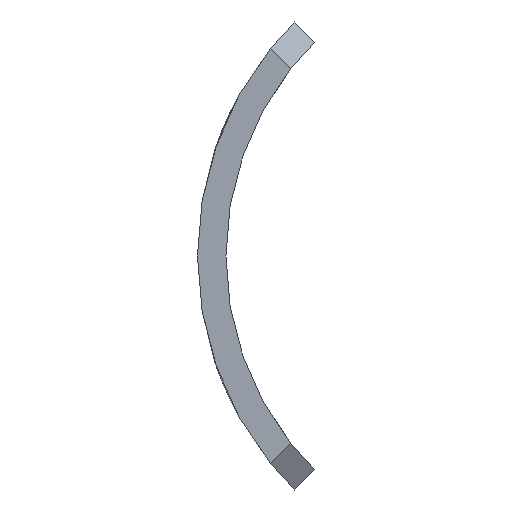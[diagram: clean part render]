
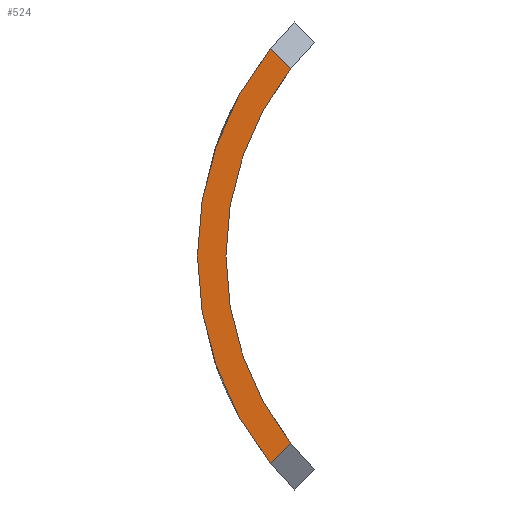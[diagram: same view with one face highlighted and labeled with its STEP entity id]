
A CAD part, left-side view. The second image highlights one B-rep face of the part: STEP entity #524.
In plain terms, the highlighted planar face has unit normal (-1, 0, 0).
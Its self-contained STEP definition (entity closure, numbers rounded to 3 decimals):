
#5 = CARTESIAN_POINT ( 'NONE',  ( 0., 0., 0. ) ) ;
#14 = DIRECTION ( 'NONE',  ( 0., 0., -1. ) ) ;
#18 = CARTESIAN_POINT ( 'NONE',  ( 0., 0., 0. ) ) ;
#32 = AXIS2_PLACEMENT_3D ( 'NONE', #18, #95, #209 ) ;
#42 = ORIENTED_EDGE ( 'NONE', *, *, #246, .T. ) ;
#51 = VECTOR ( 'NONE', #413, 1000. ) ;
#66 = ORIENTED_EDGE ( 'NONE', *, *, #188, .T. ) ;
#76 = CARTESIAN_POINT ( 'NONE',  ( 0., 18.068, 14.553 ) ) ;
#81 = EDGE_LOOP ( 'NONE', ( #149, #517, #42, #66 ) ) ;
#88 = EDGE_CURVE ( 'NONE', #157, #201, #301, .T. ) ;
#91 = AXIS2_PLACEMENT_3D ( 'NONE', #5, #674, #14 ) ;
#95 = DIRECTION ( 'NONE',  ( 1., 0., 0. ) ) ;
#103 = CARTESIAN_POINT ( 'NONE',  ( 0., 16.646, 13.129 ) ) ;
#132 = CIRCLE ( 'NONE', #32, 23.2 ) ;
#137 = CARTESIAN_POINT ( 'NONE',  ( 0., 0., 0. ) ) ;
#149 = ORIENTED_EDGE ( 'NONE', *, *, #568, .F. ) ;
#157 = VERTEX_POINT ( 'NONE', #304 ) ;
#188 = EDGE_CURVE ( 'NONE', #367, #593, #417, .T. ) ;
#201 = VERTEX_POINT ( 'NONE', #250 ) ;
#209 = DIRECTION ( 'NONE',  ( 0., 0., -1. ) ) ;
#212 = VECTOR ( 'NONE', #263, 1000. ) ;
#245 = CARTESIAN_POINT ( 'NONE',  ( 0., 18.164, 14.648 ) ) ;
#246 = EDGE_CURVE ( 'NONE', #201, #367, #305, .T. ) ;
#250 = CARTESIAN_POINT ( 'NONE',  ( 0., 16.646, -13.129 ) ) ;
#263 = DIRECTION ( 'NONE',  ( 0., 0.707, 0.708 ) ) ;
#300 = DIRECTION ( 'NONE',  ( 1., 0., 0. ) ) ;
#301 = LINE ( 'NONE', #525, #51 ) ;
#304 = CARTESIAN_POINT ( 'NONE',  ( 0., 18.068, -14.553 ) ) ;
#305 = CIRCLE ( 'NONE', #708, 21.2 ) ;
#367 = VERTEX_POINT ( 'NONE', #103 ) ;
#413 = DIRECTION ( 'NONE',  ( 0., -0.707, 0.708 ) ) ;
#417 = LINE ( 'NONE', #245, #212 ) ;
#517 = ORIENTED_EDGE ( 'NONE', *, *, #88, .T. ) ;
#524 = ADVANCED_FACE ( 'NONE', ( #555 ), #565, .F. ) ;
#525 = CARTESIAN_POINT ( 'NONE',  ( 0., 1.769, 1.767 ) ) ;
#555 = FACE_OUTER_BOUND ( 'NONE', #81, .T. ) ;
#565 = PLANE ( 'NONE',  #91 ) ;
#568 = EDGE_CURVE ( 'NONE', #157, #593, #132, .T. ) ;
#593 = VERTEX_POINT ( 'NONE', #76 ) ;
#648 = DIRECTION ( 'NONE',  ( 0., 0., -1. ) ) ;
#674 = DIRECTION ( 'NONE',  ( 1., 0., 0. ) ) ;
#708 = AXIS2_PLACEMENT_3D ( 'NONE', #137, #300, #648 ) ;
